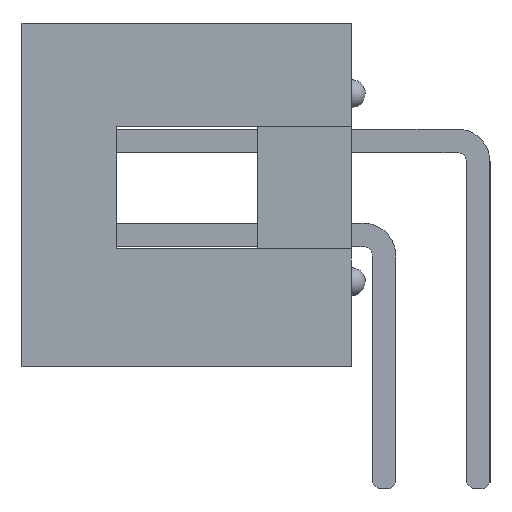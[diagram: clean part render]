
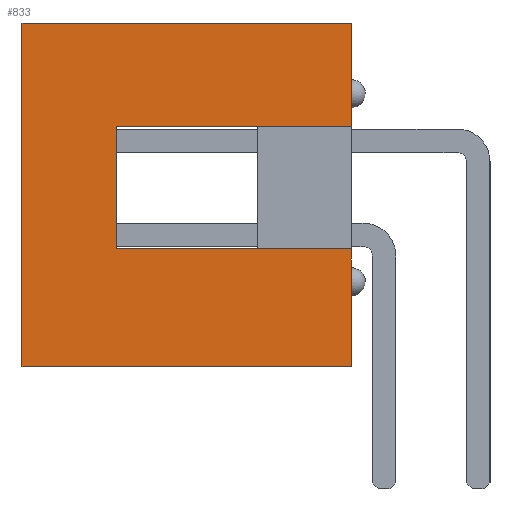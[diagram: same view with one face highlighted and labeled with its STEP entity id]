
A CAD part, left-side view. The second image highlights one B-rep face of the part: STEP entity #833.
In plain terms, the highlighted planar face has unit normal (-1, 0, 0).
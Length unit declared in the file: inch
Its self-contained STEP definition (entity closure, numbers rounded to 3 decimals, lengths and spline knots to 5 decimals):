
#833 = ADVANCED_FACE( '', ( #1805 ), #1806, .F. );
#1805 = FACE_OUTER_BOUND( '', #2937, .T. );
#1806 = PLANE( '', #2938 );
#2937 = EDGE_LOOP( '', ( #5516, #5517, #5518, #5519, #5520, #5521, #5522, #5523 ) );
#2938 = AXIS2_PLACEMENT_3D( '', #5524, #5525, #5526 );
#5516 = ORIENTED_EDGE( '', *, *, #7801, .F. );
#5517 = ORIENTED_EDGE( '', *, *, #7689, .F. );
#5518 = ORIENTED_EDGE( '', *, *, #8235, .F. );
#5519 = ORIENTED_EDGE( '', *, *, #8236, .F. );
#5520 = ORIENTED_EDGE( '', *, *, #8067, .T. );
#5521 = ORIENTED_EDGE( '', *, *, #7567, .T. );
#5522 = ORIENTED_EDGE( '', *, *, #8237, .F. );
#5523 = ORIENTED_EDGE( '', *, *, #8238, .F. );
#5524 = CARTESIAN_POINT( '', ( -0.575, 0., 0. ) );
#5525 = DIRECTION( '', ( 1., 0., 0. ) );
#5526 = DIRECTION( '', ( 0., 0., -1. ) );
#7567 = EDGE_CURVE( '', #9364, #9362, #9365, .T. );
#7689 = EDGE_CURVE( '', #9568, #9570, #9571, .T. );
#7801 = EDGE_CURVE( '', #9570, #9715, #9747, .T. );
#8067 = EDGE_CURVE( '', #10141, #9364, #10145, .T. );
#8235 = EDGE_CURVE( '', #10364, #9568, #10365, .T. );
#8236 = EDGE_CURVE( '', #10141, #10364, #10366, .T. );
#8237 = EDGE_CURVE( '', #10367, #9362, #10368, .T. );
#8238 = EDGE_CURVE( '', #9715, #10367, #10369, .T. );
#9362 = VERTEX_POINT( '', #11882 );
#9364 = VERTEX_POINT( '', #11885 );
#9365 = LINE( '', #11886, #11887 );
#9568 = VERTEX_POINT( '', #12178 );
#9570 = VERTEX_POINT( '', #12181 );
#9571 = LINE( '', #12182, #12183 );
#9715 = VERTEX_POINT( '', #12392 );
#9747 = LINE( '', #12442, #12443 );
#10141 = VERTEX_POINT( '', #13036 );
#10145 = LINE( '', #13042, #13043 );
#10364 = VERTEX_POINT( '', #13378 );
#10365 = LINE( '', #13379, #13380 );
#10366 = LINE( '', #13381, #13382 );
#10367 = VERTEX_POINT( '', #13383 );
#10368 = LINE( '', #13384, #13385 );
#10369 = LINE( '', #13386, #13387 );
#11882 = CARTESIAN_POINT( '', ( -0.575, 0., 0.065 ) );
#11885 = CARTESIAN_POINT( '', ( -0.575, 0.25, 0.065 ) );
#11886 = CARTESIAN_POINT( '', ( -0.575, 0.25, 0.065 ) );
#11887 = VECTOR( '', #14386, 39.37008 );
#12178 = CARTESIAN_POINT( '', ( -0.575, 0., -0.19 ) );
#12181 = CARTESIAN_POINT( '', ( -0.575, 0.35, -0.19 ) );
#12182 = CARTESIAN_POINT( '', ( -0.575, 0., -0.19 ) );
#12183 = VECTOR( '', #14509, 39.37008 );
#12392 = CARTESIAN_POINT( '', ( -0.575, 0.35, 0.175 ) );
#12442 = CARTESIAN_POINT( '', ( -0.575, 0.35, -0.19 ) );
#12443 = VECTOR( '', #14605, 39.37008 );
#13036 = CARTESIAN_POINT( '', ( -0.575, 0.25, -0.065 ) );
#13042 = CARTESIAN_POINT( '', ( -0.575, 0.25, 0. ) );
#13043 = VECTOR( '', #14834, 39.37008 );
#13378 = CARTESIAN_POINT( '', ( -0.575, 0., -0.065 ) );
#13379 = CARTESIAN_POINT( '', ( -0.575, 0., 0.175 ) );
#13380 = VECTOR( '', #14987, 39.37008 );
#13381 = CARTESIAN_POINT( '', ( -0.575, 0.25, -0.065 ) );
#13382 = VECTOR( '', #14988, 39.37008 );
#13383 = CARTESIAN_POINT( '', ( -0.575, 0., 0.175 ) );
#13384 = CARTESIAN_POINT( '', ( -0.575, 0., 0.175 ) );
#13385 = VECTOR( '', #14989, 39.37008 );
#13386 = CARTESIAN_POINT( '', ( -0.575, 0.35, 0.175 ) );
#13387 = VECTOR( '', #14990, 39.37008 );
#14386 = DIRECTION( '', ( 0., -1., 0. ) );
#14509 = DIRECTION( '', ( 0., 1., 0. ) );
#14605 = DIRECTION( '', ( 0., 0., 1. ) );
#14834 = DIRECTION( '', ( 0., 0., 1. ) );
#14987 = DIRECTION( '', ( 0., 0., -1. ) );
#14988 = DIRECTION( '', ( 0., -1., 0. ) );
#14989 = DIRECTION( '', ( 0., 0., -1. ) );
#14990 = DIRECTION( '', ( 0., -1., 0. ) );
